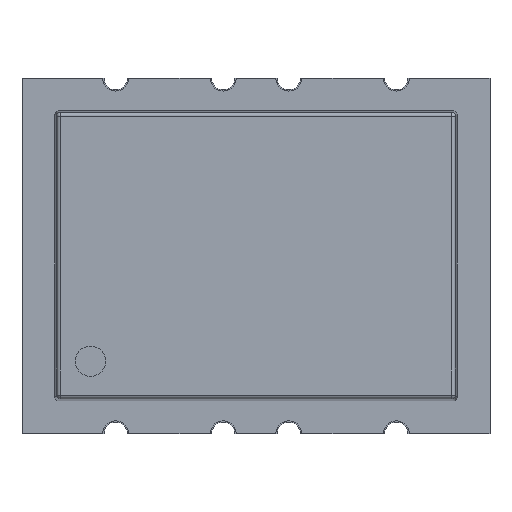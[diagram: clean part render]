
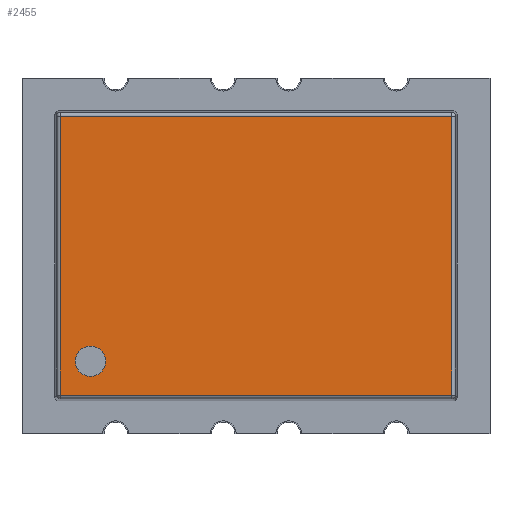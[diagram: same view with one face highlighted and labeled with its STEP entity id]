
A CAD part, top view. The second image highlights one B-rep face of the part: STEP entity #2455.
In plain terms, the highlighted planar face has unit normal (0, 0, 1).
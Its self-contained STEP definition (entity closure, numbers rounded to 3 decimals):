
#33=LINE($,#3570,#329);
#34=LINE($,#3572,#330);
#35=LINE($,#3574,#331);
#36=LINE($,#3575,#332);
#329=VECTOR($,#2849,10.62);
#330=VECTOR($,#2850,7.57);
#331=VECTOR($,#2851,10.62);
#332=VECTOR($,#2852,7.57);
#623=PLANE($,#2621);
#727=FACE_BOUND($,#877,.T.);
#732=FACE_OUTER_BOUND($,#876,.T.);
#876=EDGE_LOOP($,(#1701,#1702,#1703,#1704));
#877=EDGE_LOOP($,(#1705));
#1019=CIRCLE($,#2614,0.411);
#1087=VERTEX_POINT($,#3547);
#1096=VERTEX_POINT($,#3568);
#1097=VERTEX_POINT($,#3569);
#1098=VERTEX_POINT($,#3571);
#1099=VERTEX_POINT($,#3573);
#1327=EDGE_CURVE($,#1087,#1087,#1019,.T.);
#1336=EDGE_CURVE($,#1096,#1097,#33,.T.);
#1337=EDGE_CURVE($,#1097,#1098,#34,.T.);
#1338=EDGE_CURVE($,#1098,#1099,#35,.T.);
#1339=EDGE_CURVE($,#1099,#1096,#36,.T.);
#1701=ORIENTED_EDGE($,*,*,#1336,.T.);
#1702=ORIENTED_EDGE($,*,*,#1337,.T.);
#1703=ORIENTED_EDGE($,*,*,#1338,.T.);
#1704=ORIENTED_EDGE($,*,*,#1339,.T.);
#1705=ORIENTED_EDGE($,*,*,#1327,.T.);
#2455=ADVANCED_FACE($,(#732,#727),#623,.T.);
#2614=AXIS2_PLACEMENT_3D($,#3548,#2829,#2830);
#2621=AXIS2_PLACEMENT_3D($,#3567,#2847,#2848);
#2829=DIRECTION('center_axis',(0.,0.,-1.));
#2830=DIRECTION('ref_axis',(-1.,0.,0.));
#2847=DIRECTION('center_axis',(0.,0.,1.));
#2848=DIRECTION('ref_axis',(0.,-1.,0.));
#2849=DIRECTION($,(1.,0.,0.));
#2850=DIRECTION($,(0.,1.,0.));
#2851=DIRECTION($,(-1.,0.,0.));
#2852=DIRECTION($,(0.,-1.,0.));
#3547=CARTESIAN_POINT('',(-4.081,-2.868,6.35));
#3548=CARTESIAN_POINT('Origin',(-4.492,-2.868,6.35));
#3567=CARTESIAN_POINT('Origin',(-5.46,3.935,6.35));
#3568=CARTESIAN_POINT('',(-5.31,-3.785,6.35));
#3569=CARTESIAN_POINT('',(5.31,-3.785,6.35));
#3570=CARTESIAN_POINT($,(5.409,-3.785,6.35));
#3571=CARTESIAN_POINT('',(5.31,3.785,6.35));
#3572=CARTESIAN_POINT($,(5.31,3.884,6.35));
#3573=CARTESIAN_POINT('',(-5.31,3.785,6.35));
#3574=CARTESIAN_POINT($,(-5.409,3.785,6.35));
#3575=CARTESIAN_POINT($,(-5.31,-3.884,6.35));
